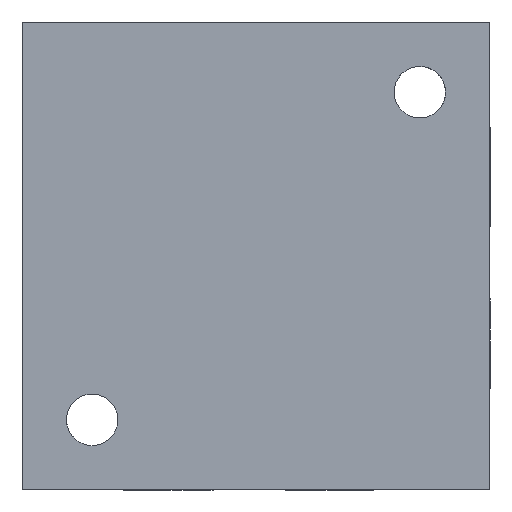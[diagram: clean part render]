
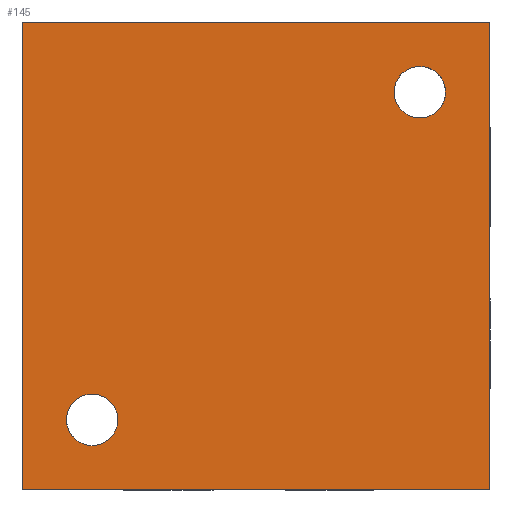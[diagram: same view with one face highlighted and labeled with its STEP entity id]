
A CAD part, front view. The second image highlights one B-rep face of the part: STEP entity #145.
In plain terms, the highlighted free-form (B-spline) face has degree [1, 1] with [2, 2] control points.
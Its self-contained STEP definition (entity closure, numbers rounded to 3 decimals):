
#31 = CARTESIAN_POINT ( 'NONE',  ( -25., 0., 25. ) ) ;
#39 = CARTESIAN_POINT ( 'NONE',  ( 25., 0., 25. ) ) ;
#47 = B_SPLINE_CURVE_WITH_KNOTS ( 'NONE', 1,
 ( #1464, #1244 ),
 .UNSPECIFIED., .F., .F.,
 ( 2, 2 ),
 ( 0., 1. ),
 .UNSPECIFIED. ) ;
#87 = CARTESIAN_POINT ( 'NONE',  ( 20.25, 0., 19.111 ) ) ;
#89 = ORIENTED_EDGE ( 'NONE', *, *, #678, .F. ) ;
#130 = ORIENTED_EDGE ( 'NONE', *, *, #1813, .T. ) ;
#132 = CARTESIAN_POINT ( 'NONE',  ( -25., 0., 25. ) ) ;
#145 = ADVANCED_FACE ( 'NONE', ( #1284, #360, #1232 ), #1573, .F. ) ;
#180 = VERTEX_POINT ( 'NONE', #546 ) ;
#209 = ORIENTED_EDGE ( 'NONE', *, *, #2259, .F. ) ;
#253 = CARTESIAN_POINT ( 'NONE',  ( 17.5, 0., 20.25 ) ) ;
#255 = CARTESIAN_POINT ( 'NONE',  ( -14.75, 0., -15.889 ) ) ;
#263 = EDGE_CURVE ( 'NONE', #180, #1330, #329, .T. ) ;
#279 = ORIENTED_EDGE ( 'NONE', *, *, #1084, .F. ) ;
#292 =( BOUNDED_CURVE ( )  B_SPLINE_CURVE ( 3, ( #1253, #1567, #390, #1807 ),
 .UNSPECIFIED., .F., .F. ) 
 B_SPLINE_CURVE_WITH_KNOTS ( ( 4, 4 ),
 ( -3.142, 0. ),
 .UNSPECIFIED. ) 
 CURVE ( )  GEOMETRIC_REPRESENTATION_ITEM ( )  RATIONAL_B_SPLINE_CURVE ( ( 1., 0.333, 0.333, 1. ) ) 
 REPRESENTATION_ITEM ( '' )  );
#329 =( BOUNDED_CURVE ( )  B_SPLINE_CURVE ( 3, ( #401, #1791, #738, #910 ),
 .UNSPECIFIED., .F., .T. ) 
 B_SPLINE_CURVE_WITH_KNOTS ( ( 4, 4 ),
 ( -3.142, 0. ),
 .UNSPECIFIED. ) 
 CURVE ( )  GEOMETRIC_REPRESENTATION_ITEM ( )  RATIONAL_B_SPLINE_CURVE ( ( 1., 0.333, 0.333, 1. ) ) 
 REPRESENTATION_ITEM ( '' )  );
#360 = FACE_BOUND ( 'NONE', #1152, .T. ) ;
#367 = CARTESIAN_POINT ( 'NONE',  ( 25., 0., 25. ) ) ;
#390 = CARTESIAN_POINT ( 'NONE',  ( -23., 0., -20.25 ) ) ;
#391 = CARTESIAN_POINT ( 'NONE',  ( 25., 0., 25. ) ) ;
#401 = CARTESIAN_POINT ( 'NONE',  ( 17.5, 0., 20.25 ) ) ;
#419 = CARTESIAN_POINT ( 'NONE',  ( 25., 0., -25. ) ) ;
#474 = VERTEX_POINT ( 'NONE', #2235 ) ;
#518 = CARTESIAN_POINT ( 'NONE',  ( -25., 0., 25. ) ) ;
#524 = CARTESIAN_POINT ( 'NONE',  ( -25., 0., -25. ) ) ;
#546 = CARTESIAN_POINT ( 'NONE',  ( 17.5, 0., 20.25 ) ) ;
#570 = ORIENTED_EDGE ( 'NONE', *, *, #1975, .F. ) ;
#584 = CARTESIAN_POINT ( 'NONE',  ( 20.25, 0., 17.5 ) ) ;
#586 = CARTESIAN_POINT ( 'NONE',  ( -15.889, 0., -20.25 ) ) ;
#592 = EDGE_LOOP ( 'NONE', ( #1079, #570 ) ) ;
#628 = VERTEX_POINT ( 'NONE', #391 ) ;
#632 =( BOUNDED_CURVE ( )  B_SPLINE_CURVE ( 3, ( #788, #586, #1122, #1290, #255, #1460, #940 ),
 .UNSPECIFIED., .F., .F. ) 
 B_SPLINE_CURVE_WITH_KNOTS ( ( 4, 3, 4 ),
 ( -3.142, -1.571, 0. ),
 .UNSPECIFIED. ) 
 CURVE ( )  GEOMETRIC_REPRESENTATION_ITEM ( )  RATIONAL_B_SPLINE_CURVE ( ( 1., 0.805, 0.805, 1., 0.805, 0.805, 1. ) ) 
 REPRESENTATION_ITEM ( '' )  );
#673 =( BOUNDED_CURVE ( )  B_SPLINE_CURVE ( 3, ( #1442, #1616, #1627, #584, #87, #1097, #253 ),
 .UNSPECIFIED., .F., .T. ) 
 B_SPLINE_CURVE_WITH_KNOTS ( ( 4, 3, 4 ),
 ( -3.142, -1.571, 0. ),
 .UNSPECIFIED. ) 
 CURVE ( )  GEOMETRIC_REPRESENTATION_ITEM ( )  RATIONAL_B_SPLINE_CURVE ( ( 1., 0.805, 0.805, 1., 0.805, 0.805, 1. ) ) 
 REPRESENTATION_ITEM ( '' )  );
#678 = EDGE_CURVE ( 'NONE', #2167, #628, #829, .T. ) ;
#717 = CARTESIAN_POINT ( 'NONE',  ( 25., 0., -25. ) ) ;
#738 = CARTESIAN_POINT ( 'NONE',  ( 12., 0., 14.75 ) ) ;
#788 = CARTESIAN_POINT ( 'NONE',  ( -17.5, 0., -20.25 ) ) ;
#829 = B_SPLINE_CURVE_WITH_KNOTS ( 'NONE', 1,
 ( #963, #1845 ),
 .UNSPECIFIED., .F., .F.,
 ( 2, 2 ),
 ( 0., 1. ),
 .UNSPECIFIED. ) ;
#910 = CARTESIAN_POINT ( 'NONE',  ( 17.5, 0., 14.75 ) ) ;
#940 = CARTESIAN_POINT ( 'NONE',  ( -17.5, 0., -14.75 ) ) ;
#963 = CARTESIAN_POINT ( 'NONE',  ( -25., 0., 25. ) ) ;
#1037 = CARTESIAN_POINT ( 'NONE',  ( 25., 0., -25. ) ) ;
#1065 = B_SPLINE_CURVE_WITH_KNOTS ( 'NONE', 1,
 ( #367, #717 ),
 .UNSPECIFIED., .F., .F.,
 ( 2, 2 ),
 ( 0., 1. ),
 .UNSPECIFIED. ) ;
#1079 = ORIENTED_EDGE ( 'NONE', *, *, #263, .F. ) ;
#1084 = EDGE_CURVE ( 'NONE', #2005, #474, #632, .T. ) ;
#1097 = CARTESIAN_POINT ( 'NONE',  ( 19.111, 0., 20.25 ) ) ;
#1122 = CARTESIAN_POINT ( 'NONE',  ( -14.75, 0., -19.111 ) ) ;
#1138 = VERTEX_POINT ( 'NONE', #419 ) ;
#1152 = EDGE_LOOP ( 'NONE', ( #1463, #279 ) ) ;
#1232 = FACE_OUTER_BOUND ( 'NONE', #1784, .T. ) ;
#1244 = CARTESIAN_POINT ( 'NONE',  ( 25., 0., -25. ) ) ;
#1253 = CARTESIAN_POINT ( 'NONE',  ( -17.5, 0., -14.75 ) ) ;
#1271 = B_SPLINE_CURVE_WITH_KNOTS ( 'NONE', 1,
 ( #1729, #518 ),
 .UNSPECIFIED., .F., .F.,
 ( 2, 2 ),
 ( 0., 1. ),
 .UNSPECIFIED. ) ;
#1284 = FACE_BOUND ( 'NONE', #592, .T. ) ;
#1290 = CARTESIAN_POINT ( 'NONE',  ( -14.75, 0., -17.5 ) ) ;
#1330 = VERTEX_POINT ( 'NONE', #2080 ) ;
#1442 = CARTESIAN_POINT ( 'NONE',  ( 17.5, 0., 14.75 ) ) ;
#1460 = CARTESIAN_POINT ( 'NONE',  ( -15.889, 0., -14.75 ) ) ;
#1461 = EDGE_CURVE ( 'NONE', #474, #2005, #292, .T. ) ;
#1463 = ORIENTED_EDGE ( 'NONE', *, *, #1461, .F. ) ;
#1464 = CARTESIAN_POINT ( 'NONE',  ( -25., 0., -25. ) ) ;
#1516 = ORIENTED_EDGE ( 'NONE', *, *, #1754, .F. ) ;
#1567 = CARTESIAN_POINT ( 'NONE',  ( -23., 0., -14.75 ) ) ;
#1573 = B_SPLINE_SURFACE_WITH_KNOTS ( 'NONE', 1, 1, ( 
 ( #524, #1037 ),
 ( #31, #39 ) ),
 .UNSPECIFIED., .F., .F., .F.,
 ( 2, 2 ),
 ( 2, 2 ),
 ( 0., 1. ),
 ( 0., 1. ),
 .UNSPECIFIED. ) ;
#1616 = CARTESIAN_POINT ( 'NONE',  ( 19.111, 0., 14.75 ) ) ;
#1627 = CARTESIAN_POINT ( 'NONE',  ( 20.25, 0., 15.889 ) ) ;
#1729 = CARTESIAN_POINT ( 'NONE',  ( -25., 0., -25. ) ) ;
#1754 = EDGE_CURVE ( 'NONE', #628, #1138, #1065, .T. ) ;
#1784 = EDGE_LOOP ( 'NONE', ( #130, #1516, #89, #209 ) ) ;
#1791 = CARTESIAN_POINT ( 'NONE',  ( 12., 0., 20.25 ) ) ;
#1807 = CARTESIAN_POINT ( 'NONE',  ( -17.5, 0., -20.25 ) ) ;
#1813 = EDGE_CURVE ( 'NONE', #2188, #1138, #47, .T. ) ;
#1845 = CARTESIAN_POINT ( 'NONE',  ( 25., 0., 25. ) ) ;
#1975 = EDGE_CURVE ( 'NONE', #1330, #180, #673, .T. ) ;
#2005 = VERTEX_POINT ( 'NONE', #2164 ) ;
#2080 = CARTESIAN_POINT ( 'NONE',  ( 17.5, 0., 14.75 ) ) ;
#2164 = CARTESIAN_POINT ( 'NONE',  ( -17.5, 0., -20.25 ) ) ;
#2167 = VERTEX_POINT ( 'NONE', #132 ) ;
#2188 = VERTEX_POINT ( 'NONE', #2244 ) ;
#2235 = CARTESIAN_POINT ( 'NONE',  ( -17.5, 0., -14.75 ) ) ;
#2244 = CARTESIAN_POINT ( 'NONE',  ( -25., 0., -25. ) ) ;
#2259 = EDGE_CURVE ( 'NONE', #2188, #2167, #1271, .T. ) ;
